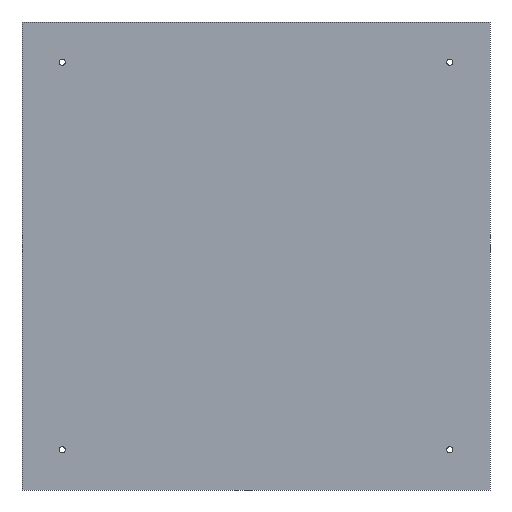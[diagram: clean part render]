
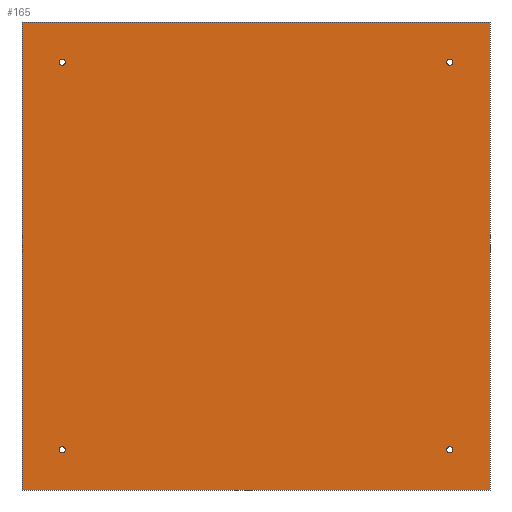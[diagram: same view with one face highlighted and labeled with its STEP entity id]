
A CAD part, front view. The second image highlights one B-rep face of the part: STEP entity #165.
In plain terms, the highlighted planar face has unit normal (0, -1, 0).
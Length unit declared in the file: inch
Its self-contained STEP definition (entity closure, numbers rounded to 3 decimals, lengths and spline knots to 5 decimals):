
#4 = AXIS2_PLACEMENT_3D ( 'NONE', #182, #8, #252 ) ;
#5 = LINE ( 'NONE', #131, #198 ) ;
#6 = VERTEX_POINT ( 'NONE', #91 ) ;
#8 = DIRECTION ( 'NONE',  ( 0., 1., 0. ) ) ;
#9 = DIRECTION ( 'NONE',  ( 0., 0., 1. ) ) ;
#10 = EDGE_CURVE ( 'NONE', #103, #6, #192, .T. ) ;
#11 = VERTEX_POINT ( 'NONE', #298 ) ;
#17 = CARTESIAN_POINT ( 'NONE',  ( 9.625, -0.0747, -9.625 ) ) ;
#18 = FACE_BOUND ( 'NONE', #90, .T. ) ;
#25 = CARTESIAN_POINT ( 'NONE',  ( -9.625, -0.0747, 9.625 ) ) ;
#27 = ORIENTED_EDGE ( 'NONE', *, *, #10, .F. ) ;
#32 = CARTESIAN_POINT ( 'NONE',  ( -9.625, -0.0747, -9.469 ) ) ;
#34 = EDGE_CURVE ( 'NONE', #11, #11, #35, .T. ) ;
#35 = CIRCLE ( 'NONE', #301, 0.156 ) ;
#36 = CARTESIAN_POINT ( 'NONE',  ( -11.625, -0.0747, -11.625 ) ) ;
#38 = DIRECTION ( 'NONE',  ( 0., 0., 1. ) ) ;
#44 = DIRECTION ( 'NONE',  ( 0., 1., 0. ) ) ;
#46 = VERTEX_POINT ( 'NONE', #212 ) ;
#47 = EDGE_LOOP ( 'NONE', ( #167 ) ) ;
#53 = FACE_BOUND ( 'NONE', #47, .T. ) ;
#57 = CARTESIAN_POINT ( 'NONE',  ( 9.625, -0.0747, -9.469 ) ) ;
#63 = LINE ( 'NONE', #287, #218 ) ;
#73 = CARTESIAN_POINT ( 'NONE',  ( 11.625, -0.0747, 11.625 ) ) ;
#85 = CIRCLE ( 'NONE', #4, 0.156 ) ;
#90 = EDGE_LOOP ( 'NONE', ( #334 ) ) ;
#91 = CARTESIAN_POINT ( 'NONE',  ( -11.625, -0.0747, 11.625 ) ) ;
#92 = ORIENTED_EDGE ( 'NONE', *, *, #34, .T. ) ;
#100 = DIRECTION ( 'NONE',  ( 0., 0., 1. ) ) ;
#103 = VERTEX_POINT ( 'NONE', #330 ) ;
#105 = EDGE_CURVE ( 'NONE', #309, #309, #85, .T. ) ;
#106 = VERTEX_POINT ( 'NONE', #227 ) ;
#113 = CIRCLE ( 'NONE', #297, 0.156 ) ;
#124 = DIRECTION ( 'NONE',  ( 0., 1., 0. ) ) ;
#126 = ORIENTED_EDGE ( 'NONE', *, *, #225, .F. ) ;
#129 = DIRECTION ( 'NONE',  ( 0., 0., 1. ) ) ;
#131 = CARTESIAN_POINT ( 'NONE',  ( 11.625, -0.0747, -11.625 ) ) ;
#132 = CIRCLE ( 'NONE', #219, 0.156 ) ;
#140 = ORIENTED_EDGE ( 'NONE', *, *, #158, .F. ) ;
#145 = EDGE_CURVE ( 'NONE', #6, #260, #257, .T. ) ;
#150 = EDGE_LOOP ( 'NONE', ( #92 ) ) ;
#158 = EDGE_CURVE ( 'NONE', #106, #103, #5, .T. ) ;
#161 = AXIS2_PLACEMENT_3D ( 'NONE', #232, #164, #129 ) ;
#162 = VECTOR ( 'NONE', #261, 39.37008 ) ;
#164 = DIRECTION ( 'NONE',  ( 0., 1., 0. ) ) ;
#165 = ADVANCED_FACE ( 'NONE', ( #53, #18, #299, #214, #278 ), #283, .F. ) ;
#167 = ORIENTED_EDGE ( 'NONE', *, *, #105, .T. ) ;
#176 = VERTEX_POINT ( 'NONE', #57 ) ;
#182 = CARTESIAN_POINT ( 'NONE',  ( -9.625, -0.0747, -9.625 ) ) ;
#190 = EDGE_LOOP ( 'NONE', ( #341 ) ) ;
#192 = LINE ( 'NONE', #36, #313 ) ;
#198 = VECTOR ( 'NONE', #266, 39.37008 ) ;
#203 = EDGE_CURVE ( 'NONE', #176, #176, #132, .T. ) ;
#208 = EDGE_LOOP ( 'NONE', ( #140, #126, #338, #27 ) ) ;
#212 = CARTESIAN_POINT ( 'NONE',  ( -9.625, -0.0747, 9.781 ) ) ;
#214 = FACE_BOUND ( 'NONE', #190, .T. ) ;
#218 = VECTOR ( 'NONE', #308, 39.37008 ) ;
#219 = AXIS2_PLACEMENT_3D ( 'NONE', #17, #44, #100 ) ;
#225 = EDGE_CURVE ( 'NONE', #260, #106, #63, .T. ) ;
#227 = CARTESIAN_POINT ( 'NONE',  ( 11.625, -0.0747, -11.625 ) ) ;
#232 = CARTESIAN_POINT ( 'NONE',  ( 0., -0.0747, 0. ) ) ;
#252 = DIRECTION ( 'NONE',  ( 0., 0., 1. ) ) ;
#253 = EDGE_CURVE ( 'NONE', #46, #46, #113, .T. ) ;
#254 = CARTESIAN_POINT ( 'NONE',  ( 9.625, -0.0747, 9.625 ) ) ;
#257 = LINE ( 'NONE', #262, #162 ) ;
#260 = VERTEX_POINT ( 'NONE', #73 ) ;
#261 = DIRECTION ( 'NONE',  ( 1., 0., 0. ) ) ;
#262 = CARTESIAN_POINT ( 'NONE',  ( -11.625, -0.0747, 11.625 ) ) ;
#266 = DIRECTION ( 'NONE',  ( -1., 0., 0. ) ) ;
#278 = FACE_OUTER_BOUND ( 'NONE', #208, .T. ) ;
#283 = PLANE ( 'NONE',  #161 ) ;
#287 = CARTESIAN_POINT ( 'NONE',  ( 11.625, -0.0747, 11.625 ) ) ;
#297 = AXIS2_PLACEMENT_3D ( 'NONE', #25, #316, #312 ) ;
#298 = CARTESIAN_POINT ( 'NONE',  ( 9.625, -0.0747, 9.781 ) ) ;
#299 = FACE_BOUND ( 'NONE', #150, .T. ) ;
#301 = AXIS2_PLACEMENT_3D ( 'NONE', #254, #124, #38 ) ;
#308 = DIRECTION ( 'NONE',  ( 0., 0., -1. ) ) ;
#309 = VERTEX_POINT ( 'NONE', #32 ) ;
#312 = DIRECTION ( 'NONE',  ( 0., 0., 1. ) ) ;
#313 = VECTOR ( 'NONE', #9, 39.37008 ) ;
#316 = DIRECTION ( 'NONE',  ( 0., 1., 0. ) ) ;
#330 = CARTESIAN_POINT ( 'NONE',  ( -11.625, -0.0747, -11.625 ) ) ;
#334 = ORIENTED_EDGE ( 'NONE', *, *, #253, .T. ) ;
#338 = ORIENTED_EDGE ( 'NONE', *, *, #145, .F. ) ;
#341 = ORIENTED_EDGE ( 'NONE', *, *, #203, .T. ) ;
